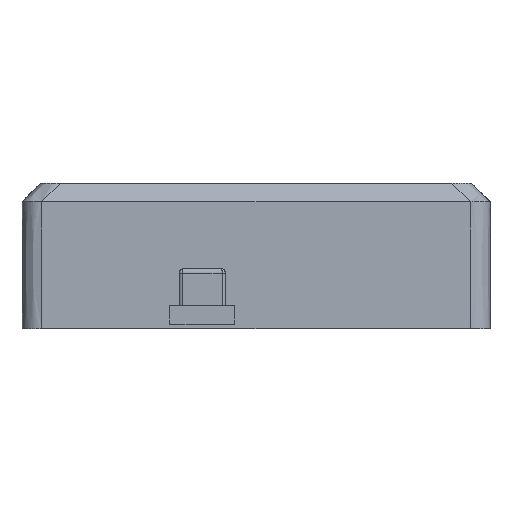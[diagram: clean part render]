
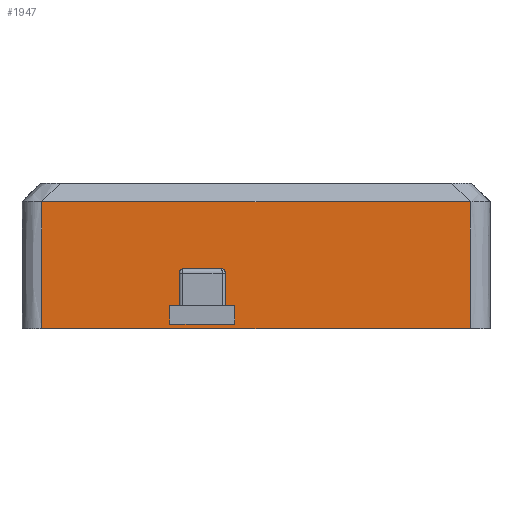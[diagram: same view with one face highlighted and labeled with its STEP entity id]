
A CAD part, left-side view. The second image highlights one B-rep face of the part: STEP entity #1947.
In plain terms, the highlighted planar face has unit normal (-1, 0, 0).
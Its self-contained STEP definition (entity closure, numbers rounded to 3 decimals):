
#29=B_SPLINE_CURVE_WITH_KNOTS('',3,(#3215,#3216,#3217,#3218),
 .UNSPECIFIED.,.F.,.F.,(4,4),(0.,1.368),.UNSPECIFIED.);
#33=B_SPLINE_CURVE_WITH_KNOTS('',3,(#3265,#3266,#3267,#3268),
 .UNSPECIFIED.,.F.,.F.,(4,4),(-1.368,0.),
 .UNSPECIFIED.);
#143=LINE('',#3263,#316);
#144=LINE('',#3269,#317);
#316=VECTOR('',#2403,10.);
#317=VECTOR('',#2404,10.);
#529=FACE_OUTER_BOUND('',#669,.T.);
#669=EDGE_LOOP('',(#1458,#1459,#1460,#1461));
#896=VERTEX_POINT('',#3182);
#899=VERTEX_POINT('',#3202);
#902=VERTEX_POINT('',#3262);
#903=VERTEX_POINT('',#3264);
#1105=EDGE_CURVE('',#899,#896,#29,.T.);
#1109=EDGE_CURVE('',#902,#899,#143,.T.);
#1110=EDGE_CURVE('',#903,#902,#33,.T.);
#1111=EDGE_CURVE('',#903,#896,#144,.T.);
#1458=ORIENTED_EDGE('',*,*,#1105,.F.);
#1459=ORIENTED_EDGE('',*,*,#1109,.F.);
#1460=ORIENTED_EDGE('',*,*,#1110,.F.);
#1461=ORIENTED_EDGE('',*,*,#1111,.T.);
#1855=PLANE('',#2103);
#1947=ADVANCED_FACE('',(#529),#1855,.T.);
#2103=AXIS2_PLACEMENT_3D('',#3261,#2401,#2402);
#2401=DIRECTION('center_axis',(-1.,0.,0.));
#2402=DIRECTION('ref_axis',(0.,0.,-1.));
#2403=DIRECTION('',(0.,-1.,0.));
#2404=DIRECTION('',(0.,-1.,0.));
#3182=CARTESIAN_POINT('',(36.54,-28.879,-0.5));
#3202=CARTESIAN_POINT('',(36.54,-28.879,13.18));
#3215=CARTESIAN_POINT('Ctrl Pts',(36.54,-28.879,13.18));
#3216=CARTESIAN_POINT('Ctrl Pts',(36.54,-28.879,8.62));
#3217=CARTESIAN_POINT('Ctrl Pts',(36.54,-28.879,4.06));
#3218=CARTESIAN_POINT('Ctrl Pts',(36.54,-28.879,-0.5));
#3261=CARTESIAN_POINT('Origin',(36.54,-29.,15.18));
#3262=CARTESIAN_POINT('',(36.54,17.299,13.18));
#3263=CARTESIAN_POINT('',(36.54,-29.,13.18));
#3264=CARTESIAN_POINT('',(36.54,17.299,-0.5));
#3265=CARTESIAN_POINT('Ctrl Pts',(36.54,17.299,-0.5));
#3266=CARTESIAN_POINT('Ctrl Pts',(36.54,17.299,4.06));
#3267=CARTESIAN_POINT('Ctrl Pts',(36.54,17.299,8.62));
#3268=CARTESIAN_POINT('Ctrl Pts',(36.54,17.299,13.18));
#3269=CARTESIAN_POINT('',(36.54,-18.395,-0.5));
